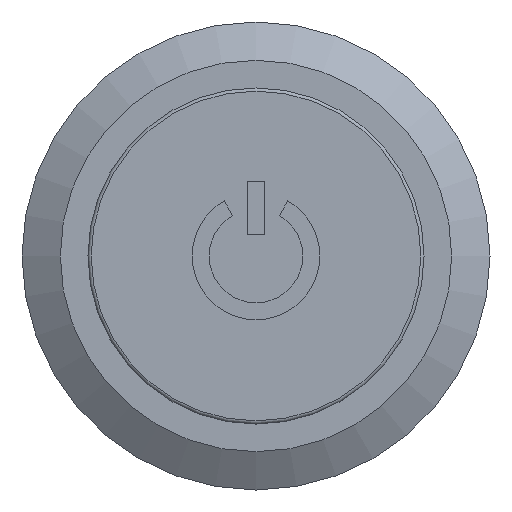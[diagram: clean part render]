
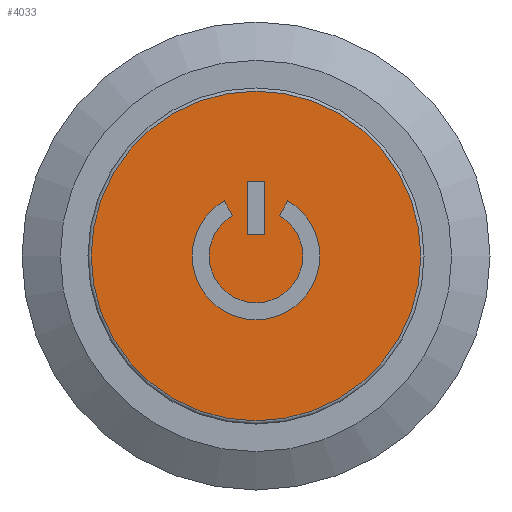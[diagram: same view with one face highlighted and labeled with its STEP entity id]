
A CAD part, left-side view. The second image highlights one B-rep face of the part: STEP entity #4033.
In plain terms, the highlighted face is planar.
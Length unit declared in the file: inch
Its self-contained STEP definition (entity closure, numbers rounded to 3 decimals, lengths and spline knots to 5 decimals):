
#166=FACE_BOUND('',#739,.T.);
#167=FACE_BOUND('',#740,.T.);
#292=PLANE('',#4325);
#497=FACE_OUTER_BOUND('',#738,.T.);
#738=EDGE_LOOP('',(#3613));
#739=EDGE_LOOP('',(#3614,#3615,#3616,#3617));
#740=EDGE_LOOP('',(#3618,#3619,#3620,#3621));
#886=CIRCLE('',#4324,0.30512);
#887=CIRCLE('',#4326,0.11811);
#888=CIRCLE('',#4327,0.08661);
#1246=LINE('',#6739,#1655);
#1247=LINE('',#6742,#1656);
#1248=LINE('',#6745,#1657);
#1249=LINE('',#6747,#1658);
#1250=LINE('',#6749,#1659);
#1251=LINE('',#6750,#1660);
#1655=VECTOR('',#5170,0.3937);
#1656=VECTOR('',#5173,0.3937);
#1657=VECTOR('',#5174,0.3937);
#1658=VECTOR('',#5175,0.3937);
#1659=VECTOR('',#5176,0.3937);
#1660=VECTOR('',#5177,0.3937);
#2045=VERTEX_POINT('',#6731);
#2046=VERTEX_POINT('',#6735);
#2047=VERTEX_POINT('',#6736);
#2048=VERTEX_POINT('',#6738);
#2049=VERTEX_POINT('',#6740);
#2050=VERTEX_POINT('',#6743);
#2051=VERTEX_POINT('',#6744);
#2052=VERTEX_POINT('',#6746);
#2053=VERTEX_POINT('',#6748);
#2581=EDGE_CURVE('',#2045,#2045,#886,.T.);
#2582=EDGE_CURVE('',#2046,#2047,#887,.T.);
#2583=EDGE_CURVE('',#2047,#2048,#1246,.T.);
#2584=EDGE_CURVE('',#2048,#2049,#888,.T.);
#2585=EDGE_CURVE('',#2049,#2046,#1247,.T.);
#2586=EDGE_CURVE('',#2050,#2051,#1248,.T.);
#2587=EDGE_CURVE('',#2051,#2052,#1249,.T.);
#2588=EDGE_CURVE('',#2052,#2053,#1250,.T.);
#2589=EDGE_CURVE('',#2053,#2050,#1251,.T.);
#3613=ORIENTED_EDGE('',*,*,#2581,.F.);
#3614=ORIENTED_EDGE('',*,*,#2582,.T.);
#3615=ORIENTED_EDGE('',*,*,#2583,.T.);
#3616=ORIENTED_EDGE('',*,*,#2584,.T.);
#3617=ORIENTED_EDGE('',*,*,#2585,.T.);
#3618=ORIENTED_EDGE('',*,*,#2586,.T.);
#3619=ORIENTED_EDGE('',*,*,#2587,.T.);
#3620=ORIENTED_EDGE('',*,*,#2588,.T.);
#3621=ORIENTED_EDGE('',*,*,#2589,.T.);
#4033=ADVANCED_FACE('',(#497,#166,#167),#292,.F.);
#4324=AXIS2_PLACEMENT_3D('',#6733,#5164,#5165);
#4325=AXIS2_PLACEMENT_3D('',#6734,#5166,#5167);
#4326=AXIS2_PLACEMENT_3D('',#6737,#5168,#5169);
#4327=AXIS2_PLACEMENT_3D('',#6741,#5171,#5172);
#5164=DIRECTION('center_axis',(1.,0.,0.));
#5165=DIRECTION('ref_axis',(0.,0.,1.));
#5166=DIRECTION('center_axis',(1.,0.,0.));
#5167=DIRECTION('ref_axis',(0.,0.,1.));
#5168=DIRECTION('center_axis',(1.,0.,0.));
#5169=DIRECTION('ref_axis',(0.,0.5,0.866));
#5170=DIRECTION('',(0.,-0.5,-0.866));
#5171=DIRECTION('center_axis',(-1.,0.,0.));
#5172=DIRECTION('ref_axis',(0.,-0.5,-0.866));
#5173=DIRECTION('',(0.,-0.5,0.866));
#5174=DIRECTION('',(0.,1.,0.));
#5175=DIRECTION('',(0.,0.,1.));
#5176=DIRECTION('',(0.,-1.,0.));
#5177=DIRECTION('',(0.,0.,-1.));
#6731=CARTESIAN_POINT('',(-0.07087,0.,-0.30512));
#6733=CARTESIAN_POINT('Origin',(-0.07087,0.,0.));
#6734=CARTESIAN_POINT('Origin',(-0.07087,0.,0.));
#6735=CARTESIAN_POINT('',(-0.07087,-0.05906,0.10229));
#6736=CARTESIAN_POINT('',(-0.07087,0.05906,0.10229));
#6737=CARTESIAN_POINT('Origin',(-0.07087,0.,0.));
#6738=CARTESIAN_POINT('',(-0.07087,0.04331,0.07501));
#6739=CARTESIAN_POINT('',(-0.07087,0.02165,0.03751));
#6740=CARTESIAN_POINT('',(-0.07087,-0.04331,0.07501));
#6741=CARTESIAN_POINT('Origin',(-0.07087,0.,0.));
#6742=CARTESIAN_POINT('',(-0.07087,-0.02953,0.05114));
#6743=CARTESIAN_POINT('',(-0.07087,-0.01575,0.03937));
#6744=CARTESIAN_POINT('',(-0.07087,0.01575,0.03937));
#6745=CARTESIAN_POINT('',(-0.07087,0.00787,0.03937));
#6746=CARTESIAN_POINT('',(-0.07087,0.01575,0.1378));
#6747=CARTESIAN_POINT('',(-0.07087,0.01575,0.0689));
#6748=CARTESIAN_POINT('',(-0.07087,-0.01575,0.1378));
#6749=CARTESIAN_POINT('',(-0.07087,-0.00787,0.1378));
#6750=CARTESIAN_POINT('',(-0.07087,-0.01575,0.01969));
